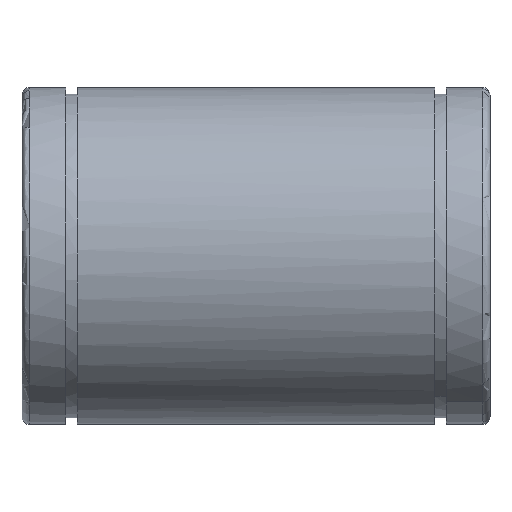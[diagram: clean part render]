
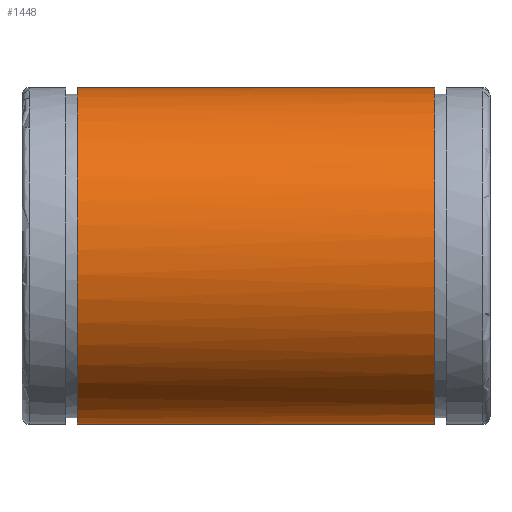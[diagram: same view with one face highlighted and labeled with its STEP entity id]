
A CAD part, front view. The second image highlights one B-rep face of the part: STEP entity #1448.
In plain terms, the highlighted cylindrical face has radius 45 mm (diameter 90 mm), a partial arc.
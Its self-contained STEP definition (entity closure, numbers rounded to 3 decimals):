
#1440=AXIS2_PLACEMENT_3D('Cylinder Axis2P3D',#1437,#1438,#1439) ;
#1292=CARTESIAN_POINT('Vertex',(110.2,0.,-45.)) ;
#1305=CARTESIAN_POINT('Vertex',(110.2,0.,45.)) ;
#1309=CARTESIAN_POINT('Control Point',(110.2,0.,-45.)) ;
#1310=CARTESIAN_POINT('Control Point',(110.2,-4.272,-45.)) ;
#1311=CARTESIAN_POINT('Control Point',(110.2,-8.544,-44.493)) ;
#1312=CARTESIAN_POINT('Control Point',(110.2,-12.737,-43.479)) ;
#1313=CARTESIAN_POINT('Control Point',(110.2,-20.8,-40.475)) ;
#1314=CARTESIAN_POINT('Control Point',(110.2,-27.936,-35.668)) ;
#1315=CARTESIAN_POINT('Control Point',(110.2,-31.201,-32.85)) ;
#1316=CARTESIAN_POINT('Control Point',(110.2,-37.,-26.493)) ;
#1317=CARTESIAN_POINT('Control Point',(110.2,-41.15,-18.956)) ;
#1318=CARTESIAN_POINT('Control Point',(110.2,-42.766,-14.957)) ;
#1319=CARTESIAN_POINT('Control Point',(110.2,-45.018,-6.653)) ;
#1320=CARTESIAN_POINT('Control Point',(110.2,-45.264,1.948)) ;
#1321=CARTESIAN_POINT('Control Point',(110.2,-44.874,6.243)) ;
#1322=CARTESIAN_POINT('Control Point',(110.2,-43.081,14.659)) ;
#1323=CARTESIAN_POINT('Control Point',(110.2,-39.369,22.421)) ;
#1324=CARTESIAN_POINT('Control Point',(110.2,-37.059,26.063)) ;
#1325=CARTESIAN_POINT('Control Point',(110.2,-31.618,32.729)) ;
#1326=CARTESIAN_POINT('Control Point',(110.2,-24.768,37.936)) ;
#1327=CARTESIAN_POINT('Control Point',(110.2,-21.048,40.12)) ;
#1328=CARTESIAN_POINT('Control Point',(110.2,-14.668,42.905)) ;
#1329=CARTESIAN_POINT('Control Point',(110.2,-7.904,44.419)) ;
#1330=CARTESIAN_POINT('Control Point',(110.2,-5.282,44.806)) ;
#1331=CARTESIAN_POINT('Control Point',(110.2,-2.641,45.)) ;
#1332=CARTESIAN_POINT('Control Point',(110.2,0.,45.)) ;
#1374=CARTESIAN_POINT('Vertex',(14.8,0.,-45.)) ;
#1376=CARTESIAN_POINT('Vertex',(14.8,0.,45.)) ;
#1380=CARTESIAN_POINT('Control Point',(14.8,0.,45.)) ;
#1381=CARTESIAN_POINT('Control Point',(14.8,-4.272,45.)) ;
#1382=CARTESIAN_POINT('Control Point',(14.8,-8.544,44.493)) ;
#1383=CARTESIAN_POINT('Control Point',(14.8,-12.737,43.479)) ;
#1384=CARTESIAN_POINT('Control Point',(14.8,-20.8,40.475)) ;
#1385=CARTESIAN_POINT('Control Point',(14.8,-27.936,35.668)) ;
#1386=CARTESIAN_POINT('Control Point',(14.8,-31.201,32.85)) ;
#1387=CARTESIAN_POINT('Control Point',(14.8,-37.,26.493)) ;
#1388=CARTESIAN_POINT('Control Point',(14.8,-41.15,18.956)) ;
#1389=CARTESIAN_POINT('Control Point',(14.8,-42.766,14.957)) ;
#1390=CARTESIAN_POINT('Control Point',(14.8,-45.018,6.653)) ;
#1391=CARTESIAN_POINT('Control Point',(14.8,-45.264,-1.948)) ;
#1392=CARTESIAN_POINT('Control Point',(14.8,-44.874,-6.243)) ;
#1393=CARTESIAN_POINT('Control Point',(14.8,-43.081,-14.659)) ;
#1394=CARTESIAN_POINT('Control Point',(14.8,-39.369,-22.421)) ;
#1395=CARTESIAN_POINT('Control Point',(14.8,-37.059,-26.063)) ;
#1396=CARTESIAN_POINT('Control Point',(14.8,-31.618,-32.729)) ;
#1397=CARTESIAN_POINT('Control Point',(14.8,-24.768,-37.936)) ;
#1398=CARTESIAN_POINT('Control Point',(14.8,-21.048,-40.12)) ;
#1399=CARTESIAN_POINT('Control Point',(14.8,-14.668,-42.905)) ;
#1400=CARTESIAN_POINT('Control Point',(14.8,-7.904,-44.419)) ;
#1401=CARTESIAN_POINT('Control Point',(14.8,-5.282,-44.806)) ;
#1402=CARTESIAN_POINT('Control Point',(14.8,-2.641,-45.)) ;
#1403=CARTESIAN_POINT('Control Point',(14.8,0.,-45.)) ;
#1419=CARTESIAN_POINT('Line Origine',(62.5,0.,-45.)) ;
#1424=CARTESIAN_POINT('Line Origine',(62.5,0.,45.)) ;
#1437=CARTESIAN_POINT('Axis2P3D Location',(62.5,0.,0.)) ;
#1420=DIRECTION('Vector Direction',(1.,0.,0.)) ;
#1425=DIRECTION('Vector Direction',(1.,0.,0.)) ;
#1438=DIRECTION('Axis2P3D Direction',(1.,0.,0.)) ;
#1439=DIRECTION('Axis2P3D XDirection',(0.,0.,1.)) ;
#1421=VECTOR('Line Direction',#1420,1.) ;
#1426=VECTOR('Line Direction',#1425,1.) ;
#1443=ORIENTED_EDGE('',*,*,#1423,.T.) ;
#1444=ORIENTED_EDGE('',*,*,#1333,.T.) ;
#1445=ORIENTED_EDGE('',*,*,#1428,.T.) ;
#1446=ORIENTED_EDGE('',*,*,#1404,.T.) ;
#1448=ADVANCED_FACE('',(#1447),#1441,.T.) ;
#1308=B_SPLINE_CURVE_WITH_KNOTS('',5,(#1309,#1310,#1311,#1312,#1313,#1314,#1315,#1316,#1317,#1318,#1319,#1320,#1321,#1322,#1323,#1324,#1325,#1326,#1327,#1328,#1329,#1330,#1331,#1332),.UNSPECIFIED.,.F.,.U.,(6,3,3,3,3,3,3,6),(0.,30.209,60.418,90.627,120.836,151.045,181.254,199.928),.UNSPECIFIED.) ;
#1379=B_SPLINE_CURVE_WITH_KNOTS('',5,(#1380,#1381,#1382,#1383,#1384,#1385,#1386,#1387,#1388,#1389,#1390,#1391,#1392,#1393,#1394,#1395,#1396,#1397,#1398,#1399,#1400,#1401,#1402,#1403),.UNSPECIFIED.,.F.,.U.,(6,3,3,3,3,3,3,6),(0.,30.209,60.418,90.627,120.836,151.045,181.254,199.928),.UNSPECIFIED.) ;
#1441=CYLINDRICAL_SURFACE('generated cylinder',#1440,45.) ;
#1333=EDGE_CURVE('',#1293,#1306,#1308,.T.) ;
#1404=EDGE_CURVE('',#1377,#1375,#1379,.T.) ;
#1423=EDGE_CURVE('',#1375,#1293,#1422,.T.) ;
#1428=EDGE_CURVE('',#1306,#1377,#1427,.F.) ;
#1442=EDGE_LOOP('',(#1443,#1444,#1445,#1446)) ;
#1447=FACE_OUTER_BOUND('',#1442,.T.) ;
#1422=LINE('Line',#1419,#1421) ;
#1427=LINE('Line',#1424,#1426) ;
#1293=VERTEX_POINT('',#1292) ;
#1306=VERTEX_POINT('',#1305) ;
#1375=VERTEX_POINT('',#1374) ;
#1377=VERTEX_POINT('',#1376) ;
